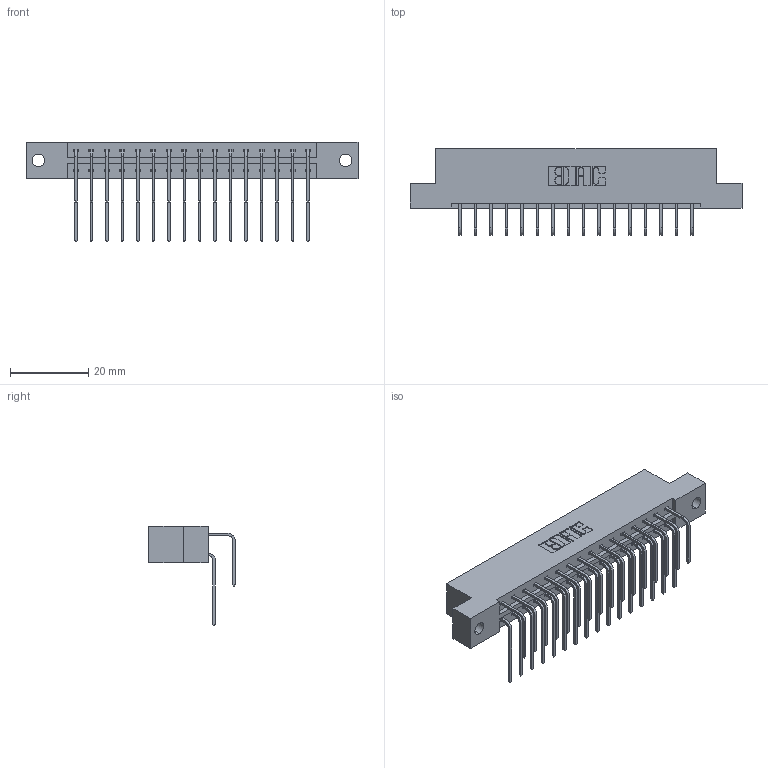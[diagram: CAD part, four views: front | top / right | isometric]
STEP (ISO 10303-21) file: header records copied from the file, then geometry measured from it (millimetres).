
FILE_DESCRIPTION (( 'STEP AP203' ), '1' );
FILE_NAME ('333-032-558-202.STEP', '2018-08-02T20:39:52', ( '' ), ( '' ), 'SwSTEP 2.0', 'SolidWorks 2016', '' );
FILE_SCHEMA (( 'CONFIG_CONTROL_DESIGN' ));
Length unit declared in the file: inch
Products named in the file (4): 333 Part_Flush - .128 Dia; 345-292-001_558 559 Tail - 1; 345-292-001_558 Tail - 2; 333-032-558-202
Assembly tree (33 placements, depth 2):
  333-032-558-202
    333 Part_Flush - .128 Dia
    345-292-001_558 559 Tail - 1  x16
    345-292-001_558 Tail - 2  x16
Bounding box: 84.94 x 22.17 x 25.53 mm (x, y, z)
Volume: 8576.4 mm3; surface area: 10506.2 mm2
Topology: 33 solids, 33 shells, 1842 faces, 5463 edges, 3598 vertices
Faces by surface type: plane 1286, cylinder 556
Entity records: 15443 total; most frequent: CARTESIAN_POINT 2641, ORIENTED_EDGE 2526, DIRECTION 2283, EDGE_CURVE 1263, VECTOR 1095, LINE 1095, VERTEX_POINT 838, AXIS2_PLACEMENT_3D 594
